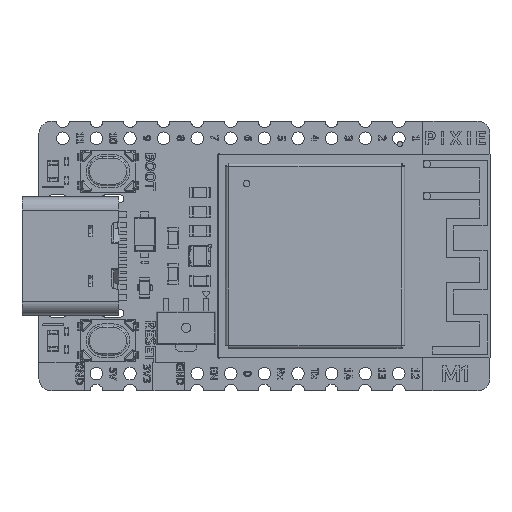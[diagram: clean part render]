
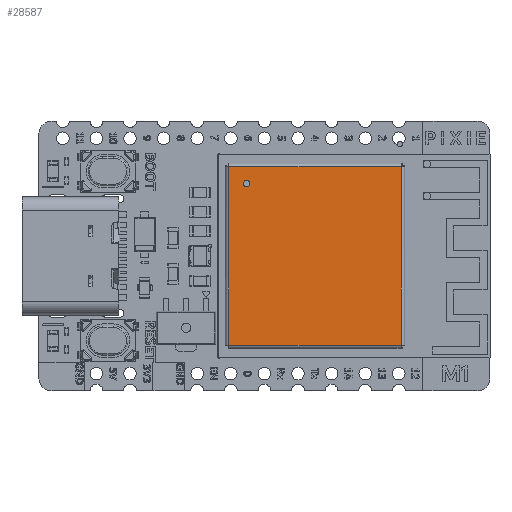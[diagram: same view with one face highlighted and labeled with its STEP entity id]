
A CAD part, top view. The second image highlights one B-rep face of the part: STEP entity #28587.
In plain terms, the highlighted face is planar.
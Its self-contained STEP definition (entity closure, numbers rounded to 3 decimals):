
#28512 = VERTEX_POINT('',#28513);
#28513 = CARTESIAN_POINT('',(-5.46,2.55,8.4));
#28519 = EDGE_CURVE('',#28520,#28512,#28522,.T.);
#28520 = VERTEX_POINT('',#28521);
#28521 = CARTESIAN_POINT('',(-5.46,2.55,7.9));
#28522 = CIRCLE('',#28523,0.25);
#28523 = AXIS2_PLACEMENT_3D('',#28524,#28525,#28526);
#28524 = CARTESIAN_POINT('',(-5.46,2.55,8.15));
#28525 = DIRECTION('',(0.,1.,0.));
#28526 = DIRECTION('',(0.,-0.,1.));
#28587 = ADVANCED_FACE('',(#28588,#28598),#28632,.T.);
#28588 = FACE_BOUND('',#28589,.T.);
#28589 = EDGE_LOOP('',(#28590,#28597));
#28590 = ORIENTED_EDGE('',*,*,#28591,.F.);
#28591 = EDGE_CURVE('',#28512,#28520,#28592,.T.);
#28592 = CIRCLE('',#28593,0.25);
#28593 = AXIS2_PLACEMENT_3D('',#28594,#28595,#28596);
#28594 = CARTESIAN_POINT('',(-5.46,2.55,8.15));
#28595 = DIRECTION('',(0.,1.,0.));
#28596 = DIRECTION('',(0.,-0.,1.));
#28597 = ORIENTED_EDGE('',*,*,#28519,.F.);
#28598 = FACE_BOUND('',#28599,.T.);
#28599 = EDGE_LOOP('',(#28600,#28610,#28618,#28626));
#28600 = ORIENTED_EDGE('',*,*,#28601,.T.);
#28601 = EDGE_CURVE('',#28602,#28604,#28606,.T.);
#28602 = VERTEX_POINT('',#28603);
#28603 = CARTESIAN_POINT('',(-6.75,2.55,-3.55));
#28604 = VERTEX_POINT('',#28605);
#28605 = CARTESIAN_POINT('',(-6.75,2.55,9.5));
#28606 = LINE('',#28607,#28608);
#28607 = CARTESIAN_POINT('',(-6.75,2.55,-3.599));
#28608 = VECTOR('',#28609,1.);
#28609 = DIRECTION('',(-0.,-0.,1.));
#28610 = ORIENTED_EDGE('',*,*,#28611,.T.);
#28611 = EDGE_CURVE('',#28604,#28612,#28614,.T.);
#28612 = VERTEX_POINT('',#28613);
#28613 = CARTESIAN_POINT('',(6.75,2.55,9.5));
#28614 = LINE('',#28615,#28616);
#28615 = CARTESIAN_POINT('',(-6.799,2.55,9.5));
#28616 = VECTOR('',#28617,1.);
#28617 = DIRECTION('',(1.,0.,0.));
#28618 = ORIENTED_EDGE('',*,*,#28619,.T.);
#28619 = EDGE_CURVE('',#28612,#28620,#28622,.T.);
#28620 = VERTEX_POINT('',#28621);
#28621 = CARTESIAN_POINT('',(6.75,2.55,-3.55));
#28622 = LINE('',#28623,#28624);
#28623 = CARTESIAN_POINT('',(6.75,2.55,9.549));
#28624 = VECTOR('',#28625,1.);
#28625 = DIRECTION('',(-0.,-0.,-1.));
#28626 = ORIENTED_EDGE('',*,*,#28627,.T.);
#28627 = EDGE_CURVE('',#28620,#28602,#28628,.T.);
#28628 = LINE('',#28629,#28630);
#28629 = CARTESIAN_POINT('',(6.799,2.55,-3.55));
#28630 = VECTOR('',#28631,1.);
#28631 = DIRECTION('',(-1.,0.,0.));
#28632 = PLANE('',#28633);
#28633 = AXIS2_PLACEMENT_3D('',#28634,#28635,#28636);
#28634 = CARTESIAN_POINT('',(0.,2.55,0.));
#28635 = DIRECTION('',(0.,1.,0.));
#28636 = DIRECTION('',(0.,-0.,1.));
